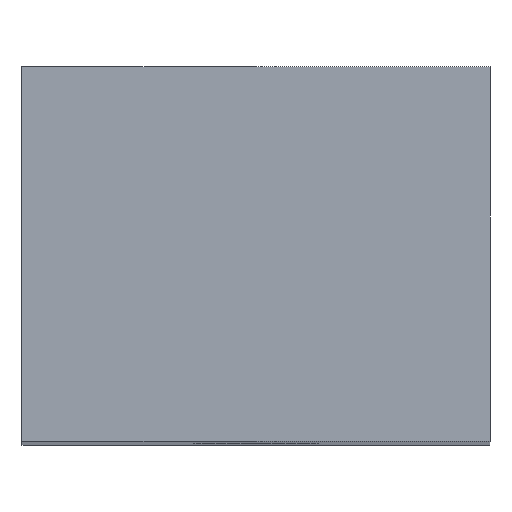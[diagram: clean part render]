
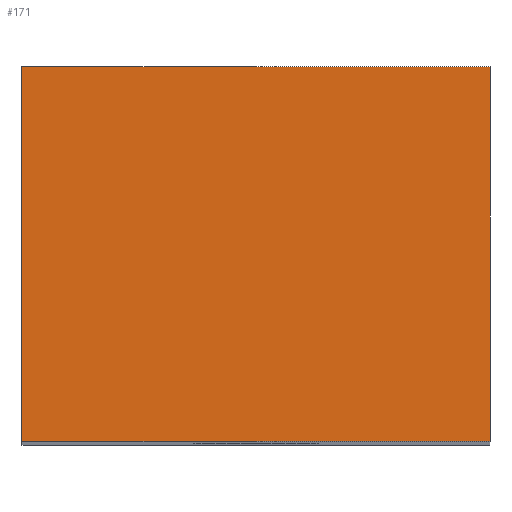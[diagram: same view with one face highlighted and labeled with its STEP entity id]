
A CAD part, top view. The second image highlights one B-rep face of the part: STEP entity #171.
In plain terms, the highlighted planar face has unit normal (0, 0, 1).
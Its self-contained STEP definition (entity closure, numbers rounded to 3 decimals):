
#22=PLANE('',#209);
#31=FACE_OUTER_BOUND('',#40,.T.);
#40=EDGE_LOOP('',(#138,#139,#140,#141));
#57=LINE('',#288,#72);
#58=LINE('',#291,#73);
#59=LINE('',#293,#74);
#60=LINE('',#294,#75);
#72=VECTOR('',#242,10.);
#73=VECTOR('',#245,10.);
#74=VECTOR('',#246,10.);
#75=VECTOR('',#247,10.);
#93=VERTEX_POINT('',#281);
#96=VERTEX_POINT('',#286);
#97=VERTEX_POINT('',#290);
#98=VERTEX_POINT('',#292);
#113=EDGE_CURVE('',#93,#96,#57,.T.);
#114=EDGE_CURVE('',#97,#93,#58,.T.);
#115=EDGE_CURVE('',#98,#96,#59,.T.);
#116=EDGE_CURVE('',#97,#98,#60,.T.);
#138=ORIENTED_EDGE('',*,*,#114,.T.);
#139=ORIENTED_EDGE('',*,*,#113,.T.);
#140=ORIENTED_EDGE('',*,*,#115,.F.);
#141=ORIENTED_EDGE('',*,*,#116,.F.);
#171=ADVANCED_FACE('',(#31),#22,.T.);
#209=AXIS2_PLACEMENT_3D('',#289,#243,#244);
#242=DIRECTION('',(0.,1.,0.));
#243=DIRECTION('center_axis',(0.,0.,1.));
#244=DIRECTION('ref_axis',(1.,0.,0.));
#245=DIRECTION('',(1.,0.,0.));
#246=DIRECTION('',(1.,0.,0.));
#247=DIRECTION('',(0.,1.,0.));
#281=CARTESIAN_POINT('',(0.,0.,0.));
#286=CARTESIAN_POINT('',(0.,20.,0.));
#288=CARTESIAN_POINT('',(0.,0.,0.));
#289=CARTESIAN_POINT('Origin',(-25.,0.,0.));
#290=CARTESIAN_POINT('',(-25.,0.,0.));
#291=CARTESIAN_POINT('',(-25.,0.,0.));
#292=CARTESIAN_POINT('',(-25.,20.,0.));
#293=CARTESIAN_POINT('',(-25.,20.,0.));
#294=CARTESIAN_POINT('',(-25.,0.,0.));
